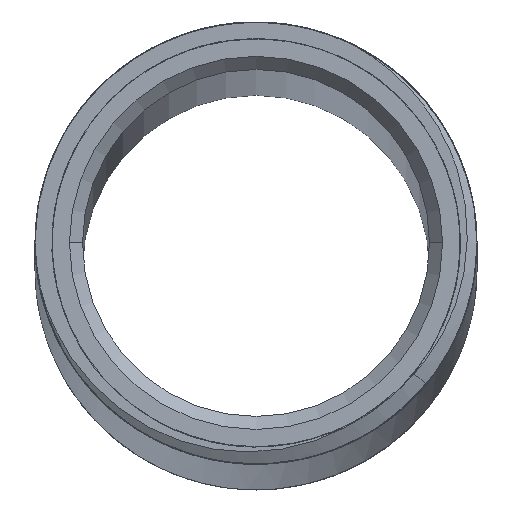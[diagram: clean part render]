
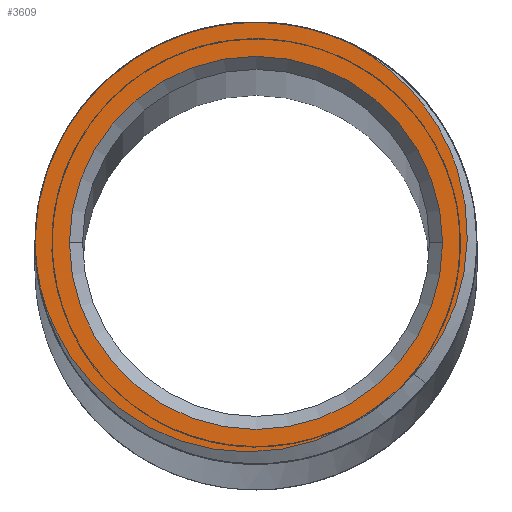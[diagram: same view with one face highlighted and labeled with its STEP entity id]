
A CAD part, top view. The second image highlights one B-rep face of the part: STEP entity #3609.
In plain terms, the highlighted planar face has unit normal (0, 0, 1).
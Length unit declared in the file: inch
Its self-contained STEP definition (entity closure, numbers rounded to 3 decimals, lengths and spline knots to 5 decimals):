
#994=CARTESIAN_POINT('',(0.28412,-0.39105,
17.69989));
#995=CARTESIAN_POINT('',(0.32214,-0.36552,
17.69989));
#996=CARTESIAN_POINT('',(0.38771,-0.30688,
17.70005));
#997=CARTESIAN_POINT('',(0.45968,-0.19588,
17.69999));
#998=CARTESIAN_POINT('',(0.49886,-0.07525,
17.7));
#999=CARTESIAN_POINT('',(0.50643,0.06432,17.7));
#1000=CARTESIAN_POINT('',(0.4748,0.20362,
17.7));
#1001=CARTESIAN_POINT('',(0.40388,0.32941,
17.69999));
#1002=CARTESIAN_POINT('',(0.3119,0.42241,
17.70006));
#1003=CARTESIAN_POINT('',(0.23739,0.46817,
17.69988));
#1004=CARTESIAN_POINT('',(0.19666,0.48672,
17.69988));
#1054=CARTESIAN_POINT('',(0.28412,-0.39105,
17.69989));
#1055=CARTESIAN_POINT('',(0.24753,-0.41978,
17.69989));
#1056=CARTESIAN_POINT('',(0.16993,-0.46535,
17.70005));
#1057=CARTESIAN_POINT('',(0.03576,-0.49969,
17.69999));
#1058=CARTESIAN_POINT('',(-0.10196,-0.49579,
17.7));
#1059=CARTESIAN_POINT('',(-0.23237,-0.45577,
17.7));
#1060=CARTESIAN_POINT('',(-0.35045,-0.38034,
17.70001));
#1061=CARTESIAN_POINT('',(-0.44382,-0.27571,
17.69996));
#1062=CARTESIAN_POINT('',(-0.5084,-0.14613,
17.70017));
#1063=CARTESIAN_POINT('',(-0.52357,-0.05108,
17.69964));
#1064=CARTESIAN_POINT('',(-0.52545,-0.00156,
17.69964));
#1066=CARTESIAN_POINT('',(-0.52545,-0.00156,
17.69964));
#1067=CARTESIAN_POINT('',(-0.52556,0.04979,
17.69964));
#1068=CARTESIAN_POINT('',(-0.5113,0.14629,
17.70017));
#1069=CARTESIAN_POINT('',(-0.45088,0.28235,
17.69996));
#1070=CARTESIAN_POINT('',(-0.35596,0.39501,
17.70001));
#1071=CARTESIAN_POINT('',(-0.23393,0.47749,
17.7));
#1072=CARTESIAN_POINT('',(-0.09397,0.52347,
17.69999));
#1073=CARTESIAN_POINT('',(0.05473,0.52899,
17.70006));
#1074=CARTESIAN_POINT('',(0.14976,0.50568,
17.69988));
#1075=CARTESIAN_POINT('',(0.19666,0.48672,
17.69988));
#1077=CARTESIAN_POINT('',(0.,0.,17.69998));
#1078=DIRECTION('',(0.,0.,1.));
#1079=DIRECTION('',(1.,0.,0.));
#1080=AXIS2_PLACEMENT_3D('',#1077,#1078,#1079);
#1082=CARTESIAN_POINT('',(0.,0.,17.69998));
#1083=DIRECTION('',(0.,0.,1.));
#1084=DIRECTION('',(0.,1.,0.));
#1085=AXIS2_PLACEMENT_3D('',#1082,#1083,#1084);
#1087=CARTESIAN_POINT('',(0.,0.,17.69998));
#1088=DIRECTION('',(0.,0.,1.));
#1089=DIRECTION('',(-1.,0.,0.));
#1090=AXIS2_PLACEMENT_3D('',#1087,#1088,#1089);
#1092=CARTESIAN_POINT('',(0.,0.,17.69998));
#1093=DIRECTION('',(0.,0.,1.));
#1094=DIRECTION('',(0.,-1.,0.));
#1095=AXIS2_PLACEMENT_3D('',#1092,#1093,#1094);
#1864=CARTESIAN_POINT('',(0.,-0.44302,
17.69998));
#1865=CARTESIAN_POINT('',(0.44302,0.,17.69998));
#1866=VERTEX_POINT('',#1864);
#1867=VERTEX_POINT('',#1865);
#1868=CARTESIAN_POINT('',(-0.44302,0.,17.69998));
#1869=VERTEX_POINT('',#1868);
#1870=VERTEX_POINT('',#994);
#1871=VERTEX_POINT('',#1004);
#1872=VERTEX_POINT('',#1064);
#1873=CARTESIAN_POINT('',(0.,0.44302,
17.69998));
#1874=VERTEX_POINT('',#1873);
#3587=CARTESIAN_POINT('',(0.,0.,17.7));
#3588=DIRECTION('',(0.,0.,1.));
#3589=DIRECTION('',(1.,0.,0.));
#3590=AXIS2_PLACEMENT_3D('',#3587,#3588,#3589);
#3591=PLANE('',#3590);
#3592=ORIENTED_EDGE('',*,*,#3568,.F.);
#3594=ORIENTED_EDGE('',*,*,#3593,.T.);
#3596=ORIENTED_EDGE('',*,*,#3595,.T.);
#3597=EDGE_LOOP('',(#3592,#3594,#3596));
#3598=FACE_OUTER_BOUND('',#3597,.F.);
#3600=ORIENTED_EDGE('',*,*,#3599,.T.);
#3602=ORIENTED_EDGE('',*,*,#3601,.T.);
#3604=ORIENTED_EDGE('',*,*,#3603,.T.);
#3606=ORIENTED_EDGE('',*,*,#3605,.T.);
#3607=EDGE_LOOP('',(#3600,#3602,#3604,#3606));
#3608=FACE_BOUND('',#3607,.F.);
#3609=ADVANCED_FACE('',(#3598,#3608),#3591,.T.);
#1005=B_SPLINE_CURVE_WITH_KNOTS('',3,(#994,#995,#996,#997,#998,#999,#1000,#1001,
#1002,#1003,#1004),.UNSPECIFIED.,.F.,.F.,(4,1,1,1,1,1,1,1,4),(0.,0.125,
0.25,0.375,0.5,0.625,0.75,0.875,1.),.UNSPECIFIED.);
#1065=B_SPLINE_CURVE_WITH_KNOTS('',3,(#1054,#1055,#1056,#1057,#1058,#1059,#1060,
#1061,#1062,#1063,#1064),.UNSPECIFIED.,.F.,.F.,(4,1,1,1,1,1,1,1,4),(0.,
0.125,0.25,0.375,0.5,0.625,0.75,0.875,1.),.UNSPECIFIED.);
#1076=B_SPLINE_CURVE_WITH_KNOTS('',3,(#1066,#1067,#1068,#1069,#1070,#1071,#1072,
#1073,#1074,#1075),.UNSPECIFIED.,.F.,.F.,(4,1,1,1,1,1,1,4),(0.,
0.14286,0.28571,0.42857,0.57143,
0.71429,0.85714,1.),.UNSPECIFIED.);
#1081=CIRCLE('',#1080,0.44302);
#1086=CIRCLE('',#1085,0.44302);
#1091=CIRCLE('',#1090,0.44302);
#1096=CIRCLE('',#1095,0.44302);
#3568=EDGE_CURVE('',#1870,#1871,#1005,.T.);
#3593=EDGE_CURVE('',#1870,#1872,#1065,.T.);
#3595=EDGE_CURVE('',#1872,#1871,#1076,.T.);
#3599=EDGE_CURVE('',#1867,#1874,#1081,.T.);
#3601=EDGE_CURVE('',#1874,#1869,#1086,.T.);
#3603=EDGE_CURVE('',#1869,#1866,#1091,.T.);
#3605=EDGE_CURVE('',#1866,#1867,#1096,.T.);
